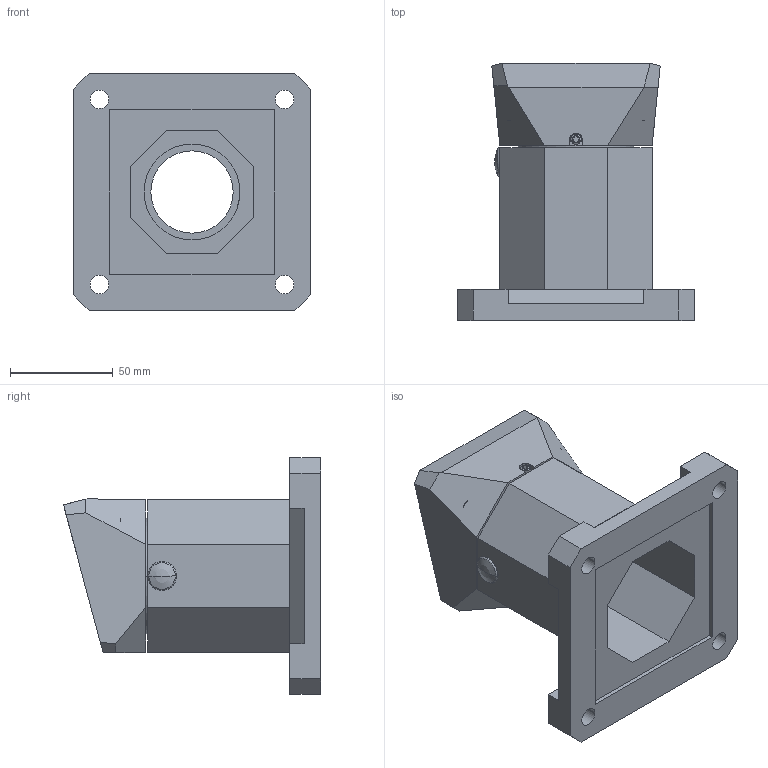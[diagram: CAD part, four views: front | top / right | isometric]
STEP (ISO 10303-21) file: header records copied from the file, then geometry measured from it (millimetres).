
FILE_DESCRIPTION((''),'2;1');
FILE_NAME('NEIGUNGSSTANDFUSSKUPPLUNG_ASM','2010-07-26T',('M.Fehring'),(''),'PRO/ENGINEER BY PARAMETRIC TECHNOLOGY CORPORATION, 2005070','PRO/ENGINEER BY PARAMETRIC TECHNOLOGY CORPORATION, 2005070','');
FILE_SCHEMA(('AUTOMOTIVE_DESIGN_CC2 { 1 2 10303 214 -1 1 5 2 }'));
Length unit declared in the file: millimetre
Products named in the file (7): STANDF-KUPPLUNG-UT; LAGER; KUPPLUNG_UNTERT_15_GR; GEWINDESTIFTM5X8; STOPFEN; ABDECKKAPPE_; NEIGUNGSSTANDFUSSKUPPLUNG_ASM
Assembly tree (6 placements, depth 2):
  NEIGUNGSSTANDFUSSKUPPLUNG_ASM
    STANDF-KUPPLUNG-UT
    LAGER
    KUPPLUNG_UNTERT_15_GR
    GEWINDESTIFTM5X8
    STOPFEN
    ABDECKKAPPE_
Bounding box: 115 x 124.89 x 115 mm (x, y, z)
Volume: 335347.5 mm3; surface area: 92201.8 mm2
Topology: 6 solids, 6 shells, 338 faces, 836 edges, 516 vertices
Faces by surface type: plane 128, cylinder 84, cone 56, bspline 42, torus 16, sphere 12
Entity records: 14866 total; most frequent: CARTESIAN_POINT 4480, ORIENTED_EDGE 1644, DIRECTION 1594, EDGE_CURVE 822, PRESENTATION_STYLE_ASSIGNMENT 795, STYLED_ITEM 795, CURVE_STYLE 790, AXIS2_PLACEMENT_3D 583
